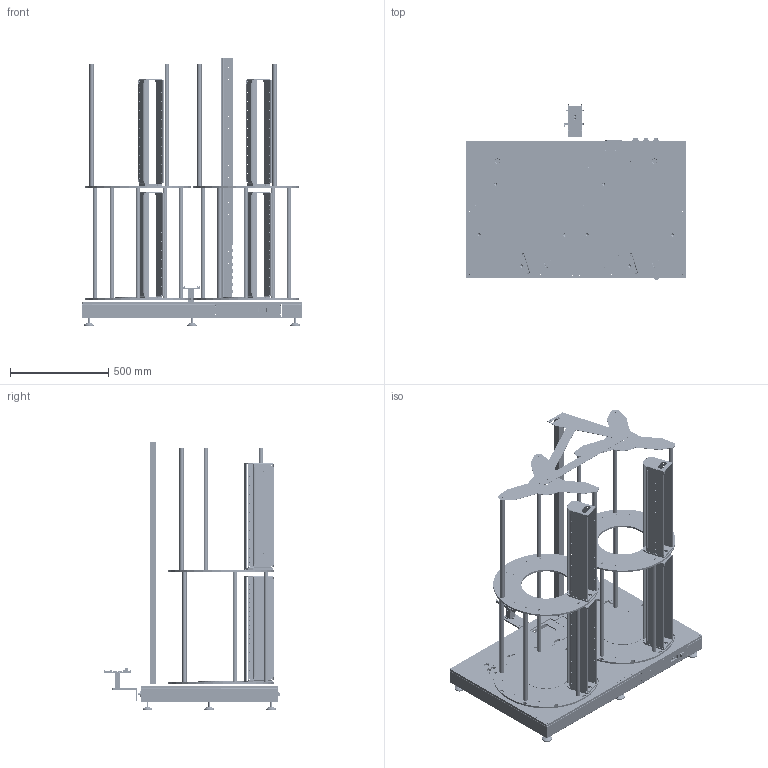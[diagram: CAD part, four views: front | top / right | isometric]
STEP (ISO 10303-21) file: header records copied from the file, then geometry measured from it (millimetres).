
FILE_DESCRIPTION (( 'STEP AP214' ), '1' );
FILE_NAME ('9391000.STEP', '2024-09-26T05:57:52', ( '' ), ( '' ), 'SwSTEP 2.0', 'SolidWorks 2022', '' );
FILE_SCHEMA (( 'AUTOMOTIVE_DESIGN' ));
Length unit declared in the file: millimetre
Products named in the file (1): 9391000
Bounding box: 1120 x 893.98 x 1365.3 mm (x, y, z)
Volume: 26202932.3 mm3; surface area: 9005663 mm2
Topology: 76 solids, 76 shells, 13941 faces, 38197 edges, 25283 vertices
Faces by surface type: plane 7320, cylinder 6431, cone 137, bspline 32, torus 21
Full cylindrical faces by diameter (mm): 1.5 x3, 1.6 x2, 1.9 x1, 2.05 x4, 2.5 x127, 3.1 x8, 3.2 x8, 3.3 x73, 3.4 x10, 4 x176, 4.2 x87, 4.3 x2, 4.5 x20, 4.7 x16, 5.2 x2, 5.3 x18, 5.5 x6, 6 x15, 6.2 x2, 6.5 x41, 6.8 x26, 7.1 x4, 8 x20, 8.5 x26, 9 x5, 10 x7, 11 x10, 12.5 x7, 14.5 x1, 15.5 x1
Entity records: 596005 total; most frequent: DIRECTION 77507, CARTESIAN_POINT 77337, ORIENTED_EDGE 73704, EDGE_CURVE 36852, AXIS2_PLACEMENT_3D 26887, VERTEX_POINT 24873, VECTOR 23733, LINE 23733
